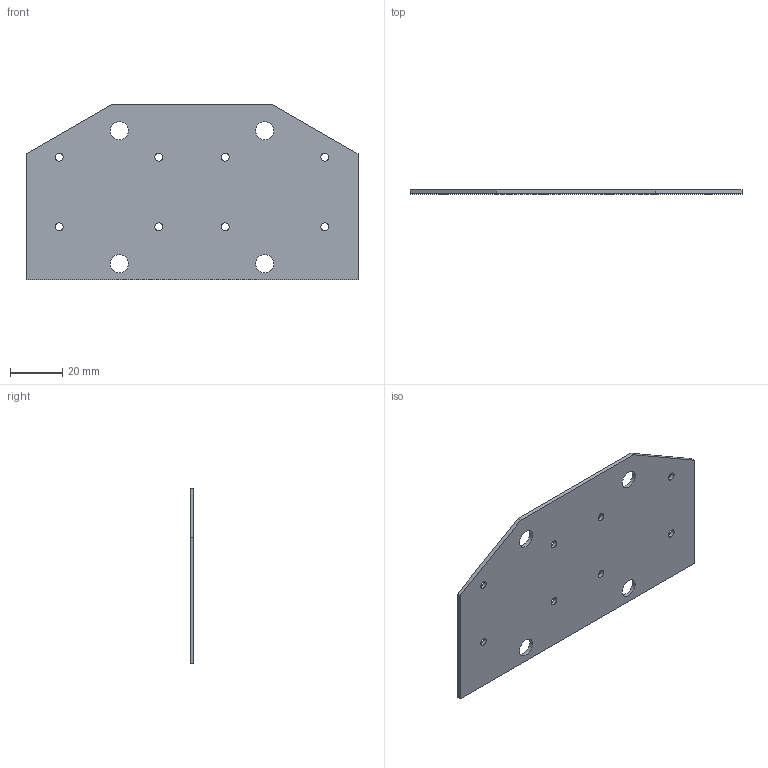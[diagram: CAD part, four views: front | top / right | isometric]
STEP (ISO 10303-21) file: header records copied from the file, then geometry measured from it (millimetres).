
FILE_DESCRIPTION(/* description */ (''),/* implementation_level */ '2;1');
FILE_NAME(/* name */ 'DPLX_P023 Spark Gap Shielding Bottom.stp',/* time_stamp */ '2018-07-31T12:35:16-07:00',/* author */ ('MJ'),/* organization */ (''),/* preprocessor_version */ 'ST-DEVELOPER v16.13',/* originating_system */ 'Autodesk Inventor 2018',/* authorisation */ '');
FILE_SCHEMA (('AUTOMOTIVE_DESIGN { 1 0 10303 214 3 1 1 }'));
Length unit declared in the file: inch
Products named in the file (1): DPLX_P023 Spark Gap Shielding Bottom
Bounding box: 127 x 1.52 x 67.31 mm (x, y, z)
Volume: 11749 mm3; surface area: 16217.4 mm2
Topology: 1 solids, 1 shells, 20 faces, 66 edges, 48 vertices
Faces by surface type: cylinder 12, plane 8
Full cylindrical faces by diameter (mm): 3 x8, 7 x4
Entity records: 671 total; most frequent: DIRECTION 108, CARTESIAN_POINT 99, ORIENTED_EDGE 84, EDGE_LOOP 56, AXIS2_PLACEMENT_3D 45, EDGE_CURVE 42, FACE_BOUND 36, VERTEX_POINT 36
